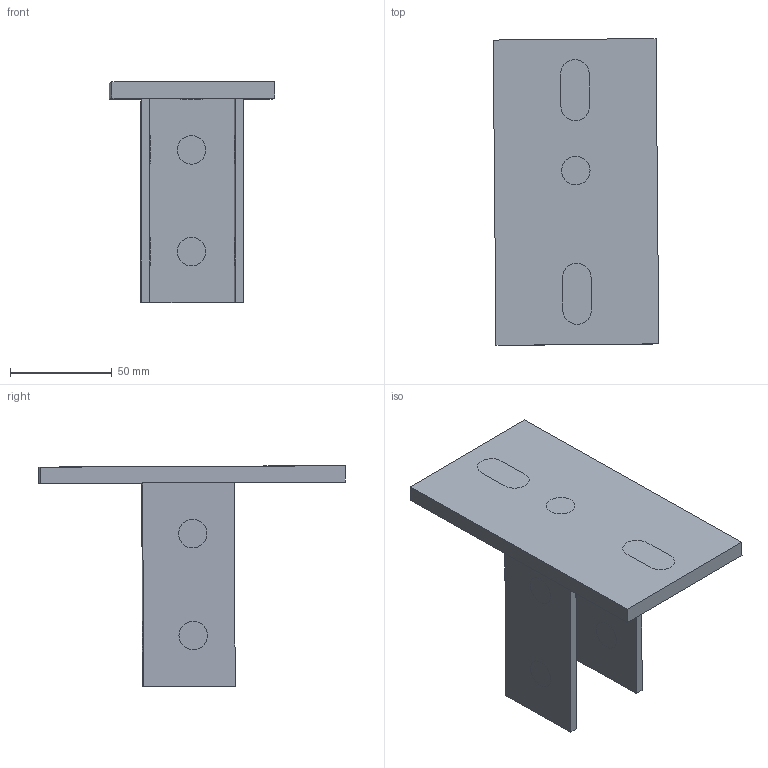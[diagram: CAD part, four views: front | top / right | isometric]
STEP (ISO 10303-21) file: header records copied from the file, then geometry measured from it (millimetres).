
FILE_DESCRIPTION(/* description */ (''),/* implementation_level */ '2;1');
FILE_NAME(/* name */ '595203.stp',/* time_stamp */ '2025-12-05T09:50:14+01:00',/* author */ ('mael.lecharpentier'),/* organization */ (''),/* preprocessor_version */ 'ST-DEVELOPER v20',/* originating_system */ 'AutoCAD Mechanical',/* authorisation */ '');
FILE_SCHEMA (('AUTOMOTIVE_DESIGN { 1 0 10303 214 3 1 1 }'));
Length unit declared in the file: millimetre
Products named in the file (1): Product
Bounding box: 81.38 x 150.77 x 108.62 mm (x, y, z)
Volume: 148800 mm3; surface area: 59602.9 mm2
Topology: 2 solids, 20 shells, 34 faces, 66 edges, 54 vertices
Faces by surface type: plane 34
Entity records: 936 total; most frequent: DIRECTION 158, CARTESIAN_POINT 155, ORIENTED_EDGE 102, EDGE_CURVE 66, AXIS2_PLACEMENT_3D 57, VERTEX_POINT 54, LINE 44, VECTOR 44
